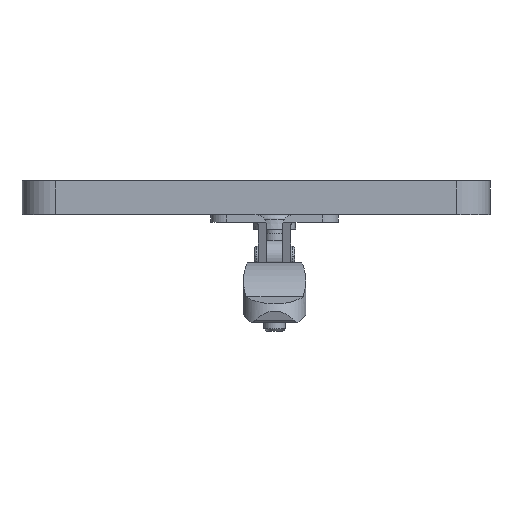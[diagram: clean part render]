
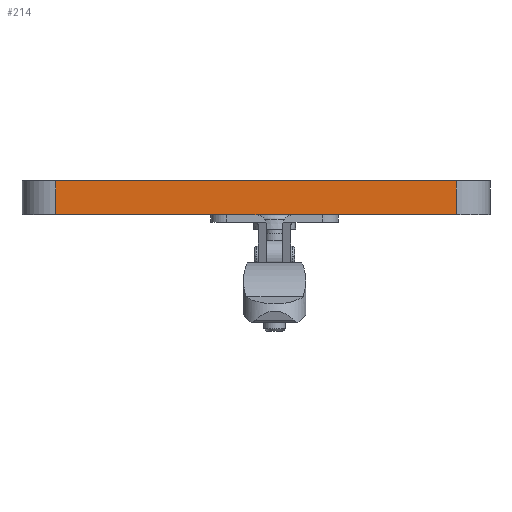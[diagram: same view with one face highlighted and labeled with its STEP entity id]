
A CAD part, left-side view. The second image highlights one B-rep face of the part: STEP entity #214.
In plain terms, the highlighted planar face has unit normal (-1, 0, 0).
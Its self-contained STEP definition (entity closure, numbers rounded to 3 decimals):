
#186 = VERTEX_POINT('',#187);
#187 = CARTESIAN_POINT('',(-195.8,-37.783,9.04));
#194 = EDGE_CURVE('',#186,#195,#197,.T.);
#195 = VERTEX_POINT('',#196);
#196 = CARTESIAN_POINT('',(-195.8,-37.783,2.69));
#197 = LINE('',#198,#199);
#198 = CARTESIAN_POINT('',(-195.8,-37.783,9.04));
#199 = VECTOR('',#200,1.);
#200 = DIRECTION('',(0.,0.,-1.));
#214 = ADVANCED_FACE('',(#215),#240,.F.);
#215 = FACE_BOUND('',#216,.F.);
#216 = EDGE_LOOP('',(#217,#218,#226,#234));
#217 = ORIENTED_EDGE('',*,*,#194,.T.);
#218 = ORIENTED_EDGE('',*,*,#219,.T.);
#219 = EDGE_CURVE('',#195,#220,#222,.T.);
#220 = VERTEX_POINT('',#221);
#221 = CARTESIAN_POINT('',(-195.8,37.782,2.69));
#222 = LINE('',#223,#224);
#223 = CARTESIAN_POINT('',(-195.8,-37.783,2.69));
#224 = VECTOR('',#225,1.);
#225 = DIRECTION('',(0.,1.,0.));
#226 = ORIENTED_EDGE('',*,*,#227,.F.);
#227 = EDGE_CURVE('',#228,#220,#230,.T.);
#228 = VERTEX_POINT('',#229);
#229 = CARTESIAN_POINT('',(-195.8,37.782,9.04));
#230 = LINE('',#231,#232);
#231 = CARTESIAN_POINT('',(-195.8,37.782,9.04));
#232 = VECTOR('',#233,1.);
#233 = DIRECTION('',(0.,0.,-1.));
#234 = ORIENTED_EDGE('',*,*,#235,.F.);
#235 = EDGE_CURVE('',#186,#228,#236,.T.);
#236 = LINE('',#237,#238);
#237 = CARTESIAN_POINT('',(-195.8,-37.783,9.04));
#238 = VECTOR('',#239,1.);
#239 = DIRECTION('',(0.,1.,0.));
#240 = PLANE('',#241);
#241 = AXIS2_PLACEMENT_3D('',#242,#243,#244);
#242 = CARTESIAN_POINT('',(-195.8,-37.783,9.04));
#243 = DIRECTION('',(1.,0.,0.));
#244 = DIRECTION('',(0.,1.,0.));
